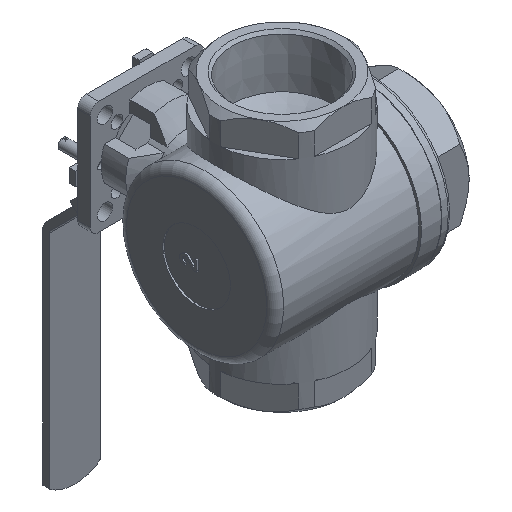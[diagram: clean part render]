
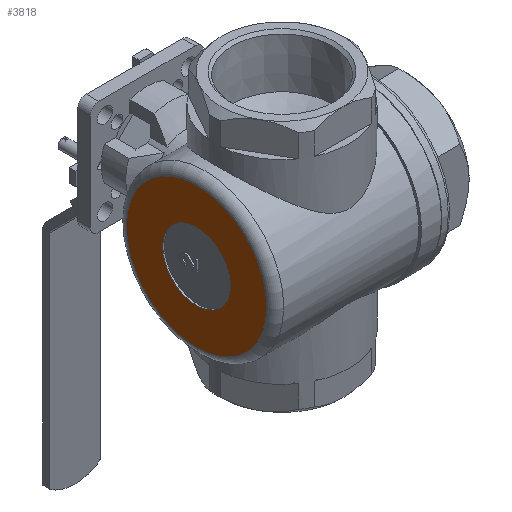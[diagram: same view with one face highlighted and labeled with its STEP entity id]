
A CAD part, isometric view. The second image highlights one B-rep face of the part: STEP entity #3818.
In plain terms, the highlighted planar face has unit normal (-1, 0, 0).
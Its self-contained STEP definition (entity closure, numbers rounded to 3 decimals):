
#281=CIRCLE('',#4184,41.5);
#282=CIRCLE('',#4186,20.);
#678=ORIENTED_EDGE('',*,*,#1714,.F.);
#679=ORIENTED_EDGE('',*,*,#1715,.T.);
#1714=EDGE_CURVE('',#2215,#2215,#281,.T.);
#1715=EDGE_CURVE('',#2216,#2216,#282,.T.);
#2215=VERTEX_POINT('',#6285);
#2216=VERTEX_POINT('',#6288);
#3123=EDGE_LOOP('',(#678));
#3124=EDGE_LOOP('',(#679));
#3417=FACE_BOUND('',#3123,.T.);
#3418=FACE_BOUND('',#3124,.T.);
#3664=PLANE('',#4185);
#3818=ADVANCED_FACE('',(#3417,#3418),#3664,.F.);
#4184=AXIS2_PLACEMENT_3D('',#6284,#4858,#4859);
#4185=AXIS2_PLACEMENT_3D('',#6286,#4860,#4861);
#4186=AXIS2_PLACEMENT_3D('',#6287,#4862,#4863);
#4858=DIRECTION('',(1.,0.,0.));
#4859=DIRECTION('',(0.,0.,-1.));
#4860=DIRECTION('',(1.,0.,0.));
#4861=DIRECTION('',(0.,0.,-1.));
#4862=DIRECTION('',(1.,0.,0.));
#4863=DIRECTION('',(0.,0.,-1.));
#6284=CARTESIAN_POINT('',(-50.5,0.,0.));
#6285=CARTESIAN_POINT('',(-50.5,0.,-41.5));
#6286=CARTESIAN_POINT('',(-50.5,0.,0.));
#6287=CARTESIAN_POINT('',(-50.5,0.,0.));
#6288=CARTESIAN_POINT('',(-50.5,0.,-20.));
